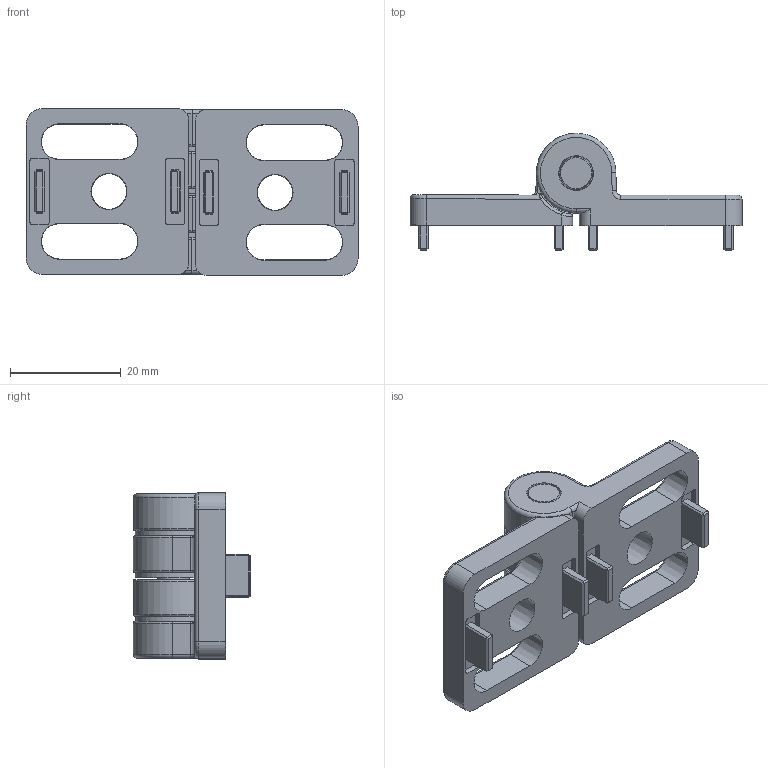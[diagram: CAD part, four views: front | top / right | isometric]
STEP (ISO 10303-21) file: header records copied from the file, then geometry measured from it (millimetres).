
FILE_DESCRIPTION(/* description */ (''),/* implementation_level */ '2;1');
FILE_NAME(/* name */ '13140_KriTec_Scharnier_8_30_Zn_fuer_Nut_8_Raster_30.stp',/* time_stamp */ '2015-10-30T11:48:39+01:00',/* author */ ('kostic'),/* organization */ (''),/* preprocessor_version */ 'ST-DEVELOPER v15.2',/* originating_system */ 'Autodesk Inventor 2014',/* authorisation */ '');
FILE_SCHEMA (('CONFIG_CONTROL_DESIGN'));
Length unit declared in the file: millimetre
Products named in the file (4): 095400r01_095 400 n08 r01; 095400r03_Standard; 095400r04_095 400 r04; 13140_KriTec_Scharnier_8_30_Zn_fuer_Nut_8_Raster_30
Assembly tree (6 placements, depth 2):
  13140_KriTec_Scharnier_8_30_Zn_fuer_Nut_8_Raster_30
    095400r01_095 400 n08 r01  x2
    095400r03_Standard  x3
    095400r04_095 400 r04
Bounding box: 60.04 x 21.2 x 30.17 mm (x, y, z)
Volume: 11089.4 mm3; surface area: 9063.8 mm2
Topology: 6 solids, 6 shells, 291 faces, 687 edges, 408 vertices
Faces by surface type: plane 130, cylinder 72, torus 41, cone 32, bspline 16
Full cylindrical faces by diameter (mm): 5.8 x3, 6 x4, 13.7 x3
Entity records: 4818 total; most frequent: CARTESIAN_POINT 1209, DIRECTION 727, ORIENTED_EDGE 654, EDGE_CURVE 327, AXIS2_PLACEMENT_3D 272, VERTEX_POINT 203, LINE 183, VECTOR 183
